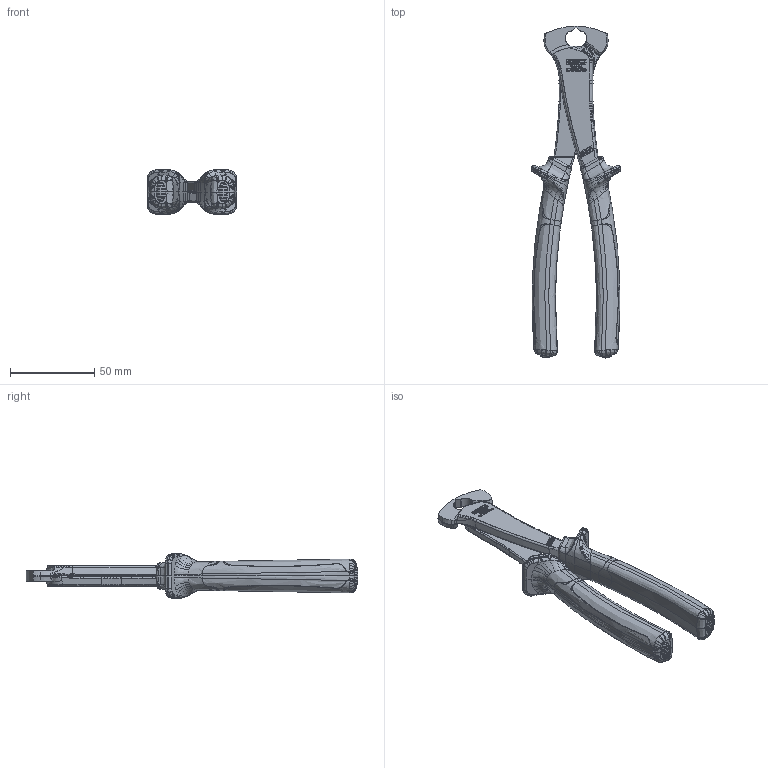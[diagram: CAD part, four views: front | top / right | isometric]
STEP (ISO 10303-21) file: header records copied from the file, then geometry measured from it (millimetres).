
FILE_DESCRIPTION(('HOOPS Exchange Step'),'2;1');
FILE_NAME('export-E2CA9F1D-0800-476E-9F82-CB6451FFF35E.stp','2024-12-28T15:23:10+01:00',('Engineering'),('Alibre'),'HOOPS Exchange 2024.3','Alibre','Unknown authorisation');
FILE_SCHEMA( ('AP242_MANAGED_MODEL_BASED_3D_ENGINEERING_MIM_LF {1 0 10303 442 1 1 4 }') );
Length unit declared in the file: millimetre
Products named in the file (670): BREP_51.PRT; BREP_50.PRT; BREP_49.PRT; BREP_48.PRT; BREP_47.PRT; BREP_46.PRT; BREP_45.PRT; BREP_44.PRT; BREP_43.PRT; BREP_42.PRT; BREP_41.PRT; BREP_40.PRT; BREP_39.PRT; BREP_38.PRT; BREP_37.PRT; BREP_36.PRT; BREP_35.PRT; BREP_34.PRT; BREP_33.PRT; BREP_32.PRT; BREP_31.PRT; BREP_30.PRT; BREP_29.PRT; BREP_28.PRT; BREP_27.PRT; BREP_26.PRT; BREP_25.PRT; BREP_24.PRT; BREP_23.PRT; BREP_22.PRT; BREP_21.PRT; BREP_20.PRT; BREP_19.PRT; BREP_18.PRT; BREP_17.PRT; BREP_16.PRT; BREP_15.PRT; BREP_14.PRT; BREP_13.PRT; BREP_12.PRT ...
Assembly tree (669 placements, depth 3):
  1098 Front cutter - CUTFOX-FBS - 1212124
    1098-1 Front cutter - CUTFOX-FBS - 1212124
      BREP_51.PRT
      BREP_50.PRT
      BREP_49.PRT
      BREP_48.PRT
      BREP_47.PRT
      BREP_46.PRT
      BREP_45.PRT
      BREP_44.PRT
      BREP_43.PRT
      BREP_42.PRT
      BREP_41.PRT
      BREP_40.PRT
      BREP_39.PRT
      BREP_38.PRT
      BREP_37.PRT
      BREP_36.PRT
      BREP_35.PRT
      BREP_34.PRT
      BREP_33.PRT
      BREP_32.PRT
      BREP_31.PRT
      BREP_30.PRT
      BREP_29.PRT
      BREP_28.PRT
      BREP_27.PRT
      BREP_26.PRT
      BREP_25.PRT
      BREP_24.PRT
      BREP_23.PRT
      BREP_22.PRT
      BREP_21.PRT
      BREP_20.PRT
      BREP_19.PRT
      BREP_18.PRT
      BREP_17.PRT
      BREP_16.PRT
      BREP_15.PRT
      BREP_14.PRT
      BREP_13.PRT
      BREP_12.PRT
      BREP_11.PRT
      BREP_10.PRT
      BREP_9.PRT
      BREP_8.PRT
      BREP_7.PRT
      BREP_6.PRT
      BREP_5.PRT
      BREP_4.PRT
      BREP_3.PRT
      BREP_2.PRT
      BREP_1.PRT
    1098-2 Front cutter - CUTFOX-FBS - 1212124
      open_shell.0.615
      open_shell.0.614
      open_shell.0.613
      open_shell.0.612
      open_shell.0.611
      open_shell.0.610
Bounding box: 53.01 x 196.65 x 26.07 mm (x, y, z)
Volume: 423.8 mm3; surface area: 27312.5 mm2
Topology: 51 solids, 667 shells, 2013 faces, 7451 edges, 6112 vertices
Faces by surface type: bspline 1467, plane 530, torus 12, cylinder 2, cone 2
Entity records: 156366 total; most frequent: CARTESIAN_POINT 80345, ORIENTED_EDGE 11238, EDGE_CURVE 7439, DIRECTION 7293, VERTEX_POINT 6112, B_SPLINE_CURVE_WITH_KNOTS 4660, AXIS2_PLACEMENT_3D 2664, EDGE_LOOP 2045
